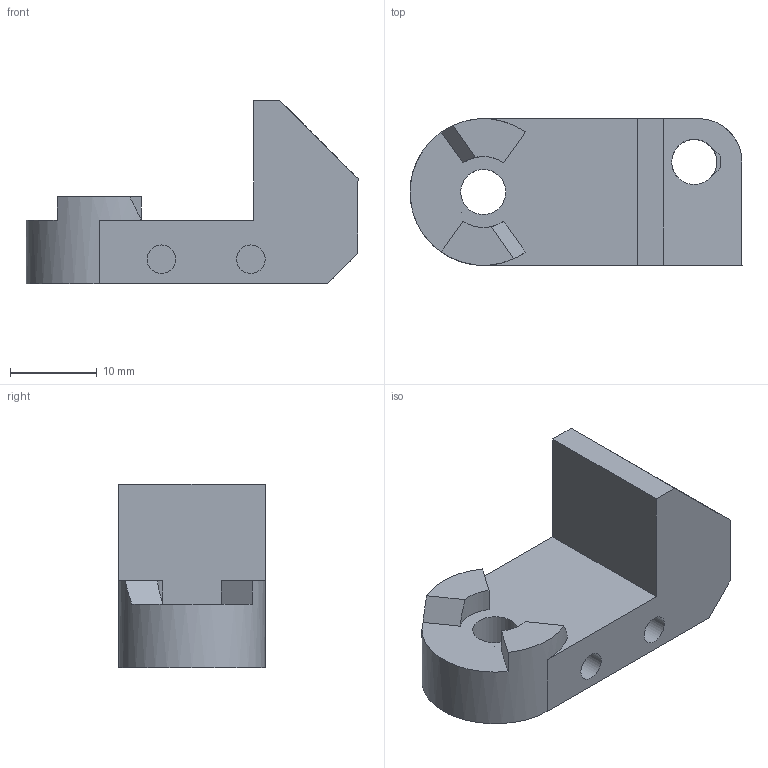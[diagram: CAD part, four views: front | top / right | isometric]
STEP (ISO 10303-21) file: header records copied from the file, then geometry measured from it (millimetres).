
FILE_DESCRIPTION(/* description */ (''),/* implementation_level */ '2;1');
FILE_NAME(/* name */ '37-stock-hinge-bottom.step',/* time_stamp */ '2022-04-06T21:26:53+01:00',/* author */ (''),/* organization */ (''),/* preprocessor_version */ 'ST-DEVELOPER v18.1',/* originating_system */ 'Autodesk Translation Framework v10.13.0.1454',/* authorisation */ '');
FILE_SCHEMA (('AUTOMOTIVE_DESIGN { 1 0 10303 214 3 1 1 }'));
Length unit declared in the file: millimetre
Products named in the file (1): 37-stock-hinge-bottom
Bounding box: 38.26 x 16.9 x 21.09 mm (x, y, z)
Volume: 5895.3 mm3; surface area: 3158 mm2
Topology: 1 solids, 1 shells, 47 faces, 128 edges, 85 vertices
Faces by surface type: plane 37, cylinder 10
Full cylindrical faces by diameter (mm): 3.3 x2, 5.2 x2
Entity records: 1545 total; most frequent: CARTESIAN_POINT 261, DIRECTION 259, ORIENTED_EDGE 256, EDGE_CURVE 128, LINE 93, VECTOR 93, VERTEX_POINT 85, AXIS2_PLACEMENT_3D 83
